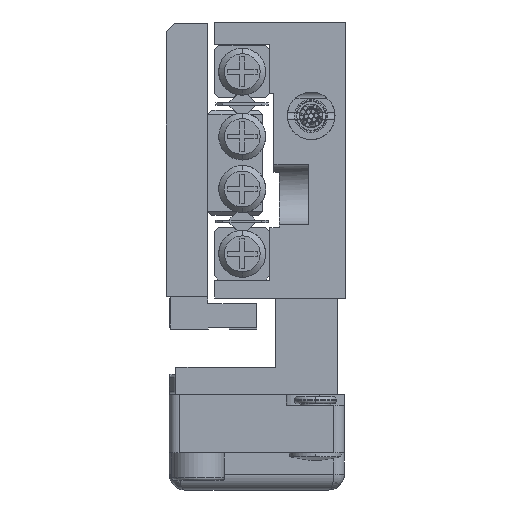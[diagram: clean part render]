
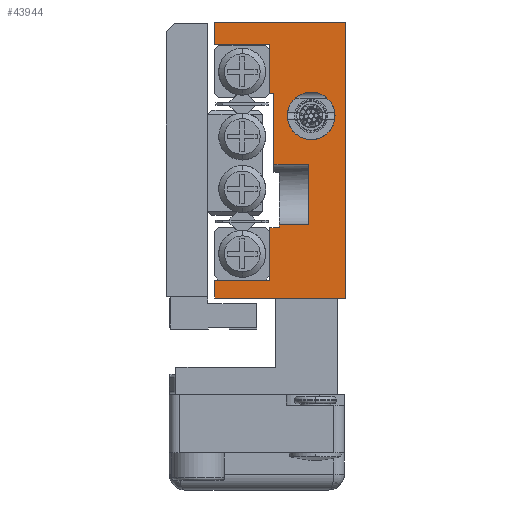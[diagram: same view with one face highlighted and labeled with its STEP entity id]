
A CAD part, left-side view. The second image highlights one B-rep face of the part: STEP entity #43944.
In plain terms, the highlighted planar face has unit normal (-1, 0, 0).
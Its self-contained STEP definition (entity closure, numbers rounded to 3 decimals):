
#24 = LINE ( 'NONE', #3499, #35221 ) ;
#137 = CARTESIAN_POINT ( 'NONE',  ( -20., 5.5, -8.7 ) ) ;
#166 = CARTESIAN_POINT ( 'NONE',  ( -20., -2.141, -4.7 ) ) ;
#212 = EDGE_CURVE ( 'NONE', #6558, #5340, #38690, .T. ) ;
#230 = ORIENTED_EDGE ( 'NONE', *, *, #6359, .T. ) ;
#276 = ORIENTED_EDGE ( 'NONE', *, *, #22633, .T. ) ;
#674 = CARTESIAN_POINT ( 'NONE',  ( -20., 9.5, -8.7 ) ) ;
#1214 = LINE ( 'NONE', #17171, #12272 ) ;
#1406 = VECTOR ( 'NONE', #6914, 1000. ) ;
#1873 = ORIENTED_EDGE ( 'NONE', *, *, #44406, .F. ) ;
#1986 = CARTESIAN_POINT ( 'NONE',  ( -20., 5.2, 4.8 ) ) ;
#2080 = ORIENTED_EDGE ( 'NONE', *, *, #51869, .F. ) ;
#2081 = ORIENTED_EDGE ( 'NONE', *, *, #49925, .T. ) ;
#2173 = VERTEX_POINT ( 'NONE', #35310 ) ;
#2855 = CARTESIAN_POINT ( 'NONE',  ( -20., 5.5, 10. ) ) ;
#3174 = ORIENTED_EDGE ( 'NONE', *, *, #9801, .F. ) ;
#3499 = CARTESIAN_POINT ( 'NONE',  ( -20., -2.141, -0.3 ) ) ;
#3591 = DIRECTION ( 'NONE',  ( 0., -1., 0. ) ) ;
#3890 = ORIENTED_EDGE ( 'NONE', *, *, #34647, .T. ) ;
#3931 = VECTOR ( 'NONE', #35160, 1000. ) ;
#4343 = ORIENTED_EDGE ( 'NONE', *, *, #44106, .T. ) ;
#4576 = EDGE_CURVE ( 'NONE', #30765, #15400, #48575, .T. ) ;
#4668 = DIRECTION ( 'NONE',  ( 1., 0., 0. ) ) ;
#5182 = DIRECTION ( 'NONE',  ( 0., 0., -1. ) ) ;
#5203 = CARTESIAN_POINT ( 'NONE',  ( -20., 9.5, -10. ) ) ;
#5340 = VERTEX_POINT ( 'NONE', #9913 ) ;
#6242 = VECTOR ( 'NONE', #32838, 1000. ) ;
#6359 = EDGE_CURVE ( 'NONE', #18597, #18852, #6850, .T. ) ;
#6558 = VERTEX_POINT ( 'NONE', #16667 ) ;
#6850 = LINE ( 'NONE', #51521, #21528 ) ;
#6914 = DIRECTION ( 'NONE',  ( 0., 0., 1. ) ) ;
#7027 = DIRECTION ( 'NONE',  ( 0., 1., 0. ) ) ;
#7442 = DIRECTION ( 'NONE',  ( 0., -1., 0. ) ) ;
#8101 = DIRECTION ( 'NONE',  ( 0., -1., 0. ) ) ;
#9301 = DIRECTION ( 'NONE',  ( 0., 0., 1. ) ) ;
#9801 = EDGE_CURVE ( 'NONE', #45169, #2173, #31905, .T. ) ;
#9913 = CARTESIAN_POINT ( 'NONE',  ( -20., 5.2, 4.8 ) ) ;
#10757 = LINE ( 'NONE', #18999, #39029 ) ;
#10904 = CARTESIAN_POINT ( 'NONE',  ( -20., 5.5, -4.9 ) ) ;
#11268 = VECTOR ( 'NONE', #23860, 1000. ) ;
#11403 = LINE ( 'NONE', #11933, #17837 ) ;
#11933 = CARTESIAN_POINT ( 'NONE',  ( -20., 9.5, -10. ) ) ;
#12272 = VECTOR ( 'NONE', #37390, 1000. ) ;
#12360 = CARTESIAN_POINT ( 'NONE',  ( -20., 5.5, 8.4 ) ) ;
#12656 = FACE_BOUND ( 'NONE', #29293, .T. ) ;
#12943 = ORIENTED_EDGE ( 'NONE', *, *, #36430, .T. ) ;
#13039 = ORIENTED_EDGE ( 'NONE', *, *, #29916, .F. ) ;
#15400 = VERTEX_POINT ( 'NONE', #27871 ) ;
#15962 = CARTESIAN_POINT ( 'NONE',  ( -20., 5.5, -10. ) ) ;
#16667 = CARTESIAN_POINT ( 'NONE',  ( -20., 5.2, -0.3 ) ) ;
#16682 = EDGE_CURVE ( 'NONE', #42195, #32351, #23670, .T. ) ;
#17171 = CARTESIAN_POINT ( 'NONE',  ( -20., 9.5, 10. ) ) ;
#17433 = ORIENTED_EDGE ( 'NONE', *, *, #16682, .F. ) ;
#17743 = VECTOR ( 'NONE', #40866, 1000. ) ;
#17837 = VECTOR ( 'NONE', #27884, 1000. ) ;
#18217 = DIRECTION ( 'NONE',  ( 0., 0., 1. ) ) ;
#18597 = VERTEX_POINT ( 'NONE', #46426 ) ;
#18852 = VERTEX_POINT ( 'NONE', #23809 ) ;
#18985 = ORIENTED_EDGE ( 'NONE', *, *, #46130, .T. ) ;
#18999 = CARTESIAN_POINT ( 'NONE',  ( -20., 5.5, 4.8 ) ) ;
#19849 = CARTESIAN_POINT ( 'NONE',  ( -20., 5.5, -8.7 ) ) ;
#20068 = VECTOR ( 'NONE', #7442, 1000. ) ;
#20121 = CARTESIAN_POINT ( 'NONE',  ( -20., 5.5, -10. ) ) ;
#20305 = DIRECTION ( 'NONE',  ( 0., 0., 1. ) ) ;
#20384 = VERTEX_POINT ( 'NONE', #52078 ) ;
#20615 = ORIENTED_EDGE ( 'NONE', *, *, #40339, .F. ) ;
#21150 = AXIS2_PLACEMENT_3D ( 'NONE', #20121, #4668, #52028 ) ;
#21528 = VECTOR ( 'NONE', #47532, 1000. ) ;
#22633 = EDGE_CURVE ( 'NONE', #42337, #49627, #11403, .T. ) ;
#23670 = LINE ( 'NONE', #15962, #1406 ) ;
#23764 = EDGE_CURVE ( 'NONE', #42148, #2173, #42160, .T. ) ;
#23809 = CARTESIAN_POINT ( 'NONE',  ( -20., 0., 10. ) ) ;
#23812 = LINE ( 'NONE', #137, #6242 ) ;
#23860 = DIRECTION ( 'NONE',  ( 0., 0., -1. ) ) ;
#24285 = DIRECTION ( 'NONE',  ( -1., 0., 0. ) ) ;
#24369 = CARTESIAN_POINT ( 'NONE',  ( -20., 2.692, -10. ) ) ;
#24510 = VERTEX_POINT ( 'NONE', #31775 ) ;
#24604 = CARTESIAN_POINT ( 'NONE',  ( -20., 4.8, -4.7 ) ) ;
#24871 = PLANE ( 'NONE',  #21150 ) ;
#25073 = AXIS2_PLACEMENT_3D ( 'NONE', #37506, #49713, #9301 ) ;
#25371 = ORIENTED_EDGE ( 'NONE', *, *, #47233, .F. ) ;
#26062 = CARTESIAN_POINT ( 'NONE',  ( -20., 9.5, 8.4 ) ) ;
#26368 = LINE ( 'NONE', #46840, #3931 ) ;
#26679 = VECTOR ( 'NONE', #8101, 1000. ) ;
#26916 = CARTESIAN_POINT ( 'NONE',  ( -20., 5.5, -4.9 ) ) ;
#27058 = DIRECTION ( 'NONE',  ( 0., -1., 0. ) ) ;
#27272 = VECTOR ( 'NONE', #5182, 1000. ) ;
#27367 = VECTOR ( 'NONE', #3591, 1000. ) ;
#27871 = CARTESIAN_POINT ( 'NONE',  ( -20., 2.692, -4.7 ) ) ;
#27884 = DIRECTION ( 'NONE',  ( 0., 0., -1. ) ) ;
#28100 = CIRCLE ( 'NONE', #35736, 1.727 ) ;
#28255 = EDGE_CURVE ( 'NONE', #30765, #6558, #24, .T. ) ;
#28618 = CARTESIAN_POINT ( 'NONE',  ( -20., 5.5, 4.8 ) ) ;
#29293 = EDGE_LOOP ( 'NONE', ( #25371, #2080 ) ) ;
#29916 = EDGE_CURVE ( 'NONE', #42164, #45169, #26368, .T. ) ;
#30728 = CARTESIAN_POINT ( 'NONE',  ( -20., 9.5, 10. ) ) ;
#30765 = VERTEX_POINT ( 'NONE', #33451 ) ;
#31775 = CARTESIAN_POINT ( 'NONE',  ( -20., 2.5, 1.473 ) ) ;
#31818 = VERTEX_POINT ( 'NONE', #30728 ) ;
#31905 = LINE ( 'NONE', #10904, #20068 ) ;
#32351 = VERTEX_POINT ( 'NONE', #34652 ) ;
#32838 = DIRECTION ( 'NONE',  ( 0., 1., 0. ) ) ;
#32900 = VERTEX_POINT ( 'NONE', #26062 ) ;
#33451 = CARTESIAN_POINT ( 'NONE',  ( -20., 2.692, -0.3 ) ) ;
#33630 = ORIENTED_EDGE ( 'NONE', *, *, #23764, .T. ) ;
#34647 = EDGE_CURVE ( 'NONE', #49627, #18597, #36569, .T. ) ;
#34652 = CARTESIAN_POINT ( 'NONE',  ( -20., 5.5, 8.4 ) ) ;
#35160 = DIRECTION ( 'NONE',  ( 0., 0., 1. ) ) ;
#35221 = VECTOR ( 'NONE', #48167, 1000. ) ;
#35310 = CARTESIAN_POINT ( 'NONE',  ( -20., 4.8, -4.9 ) ) ;
#35736 = AXIS2_PLACEMENT_3D ( 'NONE', #44778, #24285, #20305 ) ;
#36135 = ORIENTED_EDGE ( 'NONE', *, *, #212, .F. ) ;
#36430 = EDGE_CURVE ( 'NONE', #42164, #42337, #23812, .T. ) ;
#36569 = LINE ( 'NONE', #41073, #26679 ) ;
#37390 = DIRECTION ( 'NONE',  ( 0., 0., -1. ) ) ;
#37506 = CARTESIAN_POINT ( 'NONE',  ( -20., 2.5, 3.2 ) ) ;
#38690 = LINE ( 'NONE', #1986, #45812 ) ;
#39029 = VECTOR ( 'NONE', #7027, 1000. ) ;
#40339 = EDGE_CURVE ( 'NONE', #31818, #18852, #48052, .T. ) ;
#40819 = LINE ( 'NONE', #12360, #27367 ) ;
#40866 = DIRECTION ( 'NONE',  ( 0., 1., 0. ) ) ;
#41073 = CARTESIAN_POINT ( 'NONE',  ( -20., 5.5, -10. ) ) ;
#41639 = CARTESIAN_POINT ( 'NONE',  ( -20., 4.8, -10. ) ) ;
#42098 = EDGE_LOOP ( 'NONE', ( #46690, #4343, #33630, #3174, #13039, #12943, #276, #3890, #230, #20615, #18985, #2081, #17433, #1873, #36135, #49074 ) ) ;
#42148 = VERTEX_POINT ( 'NONE', #24604 ) ;
#42160 = LINE ( 'NONE', #41639, #27272 ) ;
#42164 = VERTEX_POINT ( 'NONE', #19849 ) ;
#42195 = VERTEX_POINT ( 'NONE', #28618 ) ;
#42337 = VERTEX_POINT ( 'NONE', #674 ) ;
#43786 = CIRCLE ( 'NONE', #25073, 1.727 ) ;
#43944 = ADVANCED_FACE ( 'NONE', ( #12656, #44062 ), #24871, .F. ) ;
#44062 = FACE_OUTER_BOUND ( 'NONE', #42098, .T. ) ;
#44106 = EDGE_CURVE ( 'NONE', #15400, #42148, #44851, .T. ) ;
#44406 = EDGE_CURVE ( 'NONE', #5340, #42195, #10757, .T. ) ;
#44778 = CARTESIAN_POINT ( 'NONE',  ( -20., 2.5, 3.2 ) ) ;
#44851 = LINE ( 'NONE', #166, #17743 ) ;
#45169 = VERTEX_POINT ( 'NONE', #26916 ) ;
#45812 = VECTOR ( 'NONE', #18217, 1000. ) ;
#46130 = EDGE_CURVE ( 'NONE', #31818, #32900, #1214, .T. ) ;
#46426 = CARTESIAN_POINT ( 'NONE',  ( -20., 0., -10. ) ) ;
#46690 = ORIENTED_EDGE ( 'NONE', *, *, #4576, .T. ) ;
#46840 = CARTESIAN_POINT ( 'NONE',  ( -20., 5.5, -10. ) ) ;
#47233 = EDGE_CURVE ( 'NONE', #20384, #24510, #43786, .T. ) ;
#47532 = DIRECTION ( 'NONE',  ( 0., 0., 1. ) ) ;
#48052 = LINE ( 'NONE', #2855, #49922 ) ;
#48167 = DIRECTION ( 'NONE',  ( 0., 1., 0. ) ) ;
#48575 = LINE ( 'NONE', #24369, #11268 ) ;
#49074 = ORIENTED_EDGE ( 'NONE', *, *, #28255, .F. ) ;
#49627 = VERTEX_POINT ( 'NONE', #5203 ) ;
#49713 = DIRECTION ( 'NONE',  ( -1., 0., 0. ) ) ;
#49922 = VECTOR ( 'NONE', #27058, 1000. ) ;
#49925 = EDGE_CURVE ( 'NONE', #32900, #32351, #40819, .T. ) ;
#51521 = CARTESIAN_POINT ( 'NONE',  ( -20., 0., -10. ) ) ;
#51869 = EDGE_CURVE ( 'NONE', #24510, #20384, #28100, .T. ) ;
#52028 = DIRECTION ( 'NONE',  ( 0., 0., -1. ) ) ;
#52078 = CARTESIAN_POINT ( 'NONE',  ( -20., 2.5, 4.927 ) ) ;
